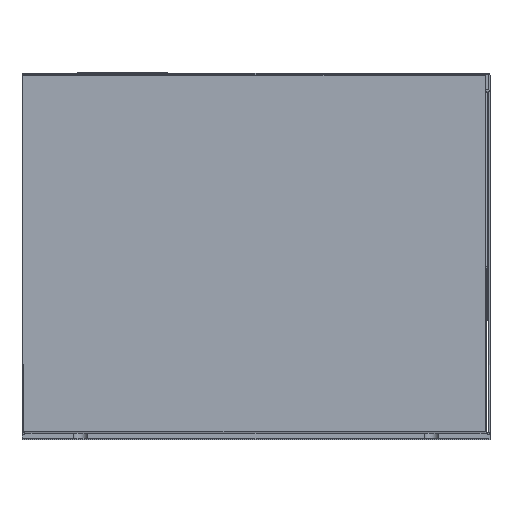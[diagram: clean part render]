
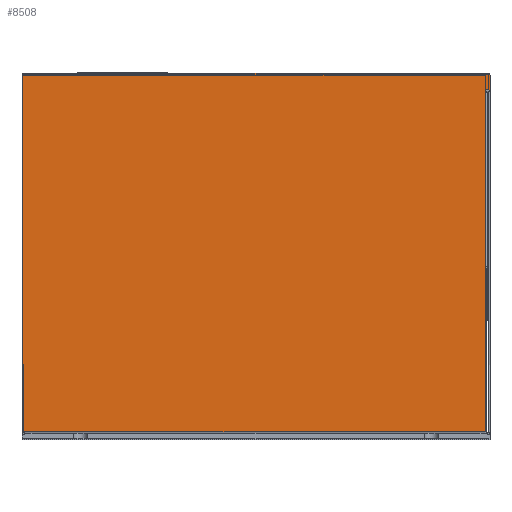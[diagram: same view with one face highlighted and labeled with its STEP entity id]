
A CAD part, top view. The second image highlights one B-rep face of the part: STEP entity #8508.
In plain terms, the highlighted planar face has unit normal (0, 0, 1).
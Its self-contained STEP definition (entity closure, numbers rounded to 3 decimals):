
#167 = CIRCLE ( 'NONE', #13644, 1.7 ) ;
#338 = ORIENTED_EDGE ( 'NONE', *, *, #501, .T. ) ;
#494 = VERTEX_POINT ( 'NONE', #5578 ) ;
#501 = EDGE_CURVE ( 'NONE', #8440, #3215, #11088, .T. ) ;
#782 = DIRECTION ( 'NONE',  ( 0., 1., 0. ) ) ;
#1163 = CARTESIAN_POINT ( 'NONE',  ( -198.3, 307.5, 330. ) ) ;
#1485 = VERTEX_POINT ( 'NONE', #2562 ) ;
#1526 = LINE ( 'NONE', #17130, #3081 ) ;
#1945 = ORIENTED_EDGE ( 'NONE', *, *, #3910, .F. ) ;
#2063 = CARTESIAN_POINT ( 'NONE',  ( 198.3, 305.8, 330. ) ) ;
#2143 = CARTESIAN_POINT ( 'NONE',  ( -198.3, 307.5, 330. ) ) ;
#2161 = VECTOR ( 'NONE', #11167, 1000. ) ;
#2233 = DIRECTION ( 'NONE',  ( -1., 0., 0. ) ) ;
#2324 = DIRECTION ( 'NONE',  ( 0., 1., 0. ) ) ;
#2562 = CARTESIAN_POINT ( 'NONE',  ( 200., 305.8, 330. ) ) ;
#2830 = EDGE_CURVE ( 'NONE', #3179, #1485, #167, .T. ) ;
#2866 = EDGE_CURVE ( 'NONE', #8630, #494, #10311, .T. ) ;
#3081 = VECTOR ( 'NONE', #10130, 1000. ) ;
#3179 = VERTEX_POINT ( 'NONE', #16335 ) ;
#3215 = VERTEX_POINT ( 'NONE', #11835 ) ;
#3910 = EDGE_CURVE ( 'NONE', #8440, #7758, #1526, .T. ) ;
#4155 = LINE ( 'NONE', #9744, #7813 ) ;
#4486 = FACE_OUTER_BOUND ( 'NONE', #14374, .T. ) ;
#4506 = DIRECTION ( 'NONE',  ( 0., 0., -1. ) ) ;
#4731 = CARTESIAN_POINT ( 'NONE',  ( 200., 293.5, 330. ) ) ;
#4884 = CARTESIAN_POINT ( 'NONE',  ( -198.5, 58.5, 330. ) ) ;
#4972 = DIRECTION ( 'NONE',  ( 0., -1., 0. ) ) ;
#5578 = CARTESIAN_POINT ( 'NONE',  ( -200., 58.5, 330. ) ) ;
#5667 = VECTOR ( 'NONE', #2233, 1000. ) ;
#5766 = CARTESIAN_POINT ( 'NONE',  ( 200., 58.5, 330. ) ) ;
#5853 = PLANE ( 'NONE',  #9990 ) ;
#6000 = CARTESIAN_POINT ( 'NONE',  ( -200., 291.9, 330. ) ) ;
#6218 = CARTESIAN_POINT ( 'NONE',  ( 200., 293.5, 330. ) ) ;
#6264 = CARTESIAN_POINT ( 'NONE',  ( -198.5, 58.5, 330. ) ) ;
#6539 = EDGE_CURVE ( 'NONE', #1485, #13808, #17467, .T. ) ;
#6567 = VERTEX_POINT ( 'NONE', #4884 ) ;
#6728 = VECTOR ( 'NONE', #15129, 1000. ) ;
#6994 = EDGE_CURVE ( 'NONE', #7840, #3179, #14013, .T. ) ;
#7546 = CARTESIAN_POINT ( 'NONE',  ( -198.5, 1., 330. ) ) ;
#7563 = AXIS2_PLACEMENT_3D ( 'NONE', #8715, #4506, #15889 ) ;
#7758 = VERTEX_POINT ( 'NONE', #7546 ) ;
#7813 = VECTOR ( 'NONE', #2324, 1000. ) ;
#7840 = VERTEX_POINT ( 'NONE', #2143 ) ;
#8429 = DIRECTION ( 'NONE',  ( 0., 0., -1. ) ) ;
#8440 = VERTEX_POINT ( 'NONE', #10727 ) ;
#8508 = ADVANCED_FACE ( 'NONE', ( #4486 ), #5853, .F. ) ;
#8630 = VERTEX_POINT ( 'NONE', #13540 ) ;
#8715 = CARTESIAN_POINT ( 'NONE',  ( -198.3, 305.8, 330. ) ) ;
#9023 = EDGE_CURVE ( 'NONE', #6567, #494, #16094, .T. ) ;
#9158 = DIRECTION ( 'NONE',  ( -1., 0., 0. ) ) ;
#9309 = ORIENTED_EDGE ( 'NONE', *, *, #2866, .T. ) ;
#9744 = CARTESIAN_POINT ( 'NONE',  ( -198.5, -1.5, 330. ) ) ;
#9776 = ORIENTED_EDGE ( 'NONE', *, *, #9023, .F. ) ;
#9990 = AXIS2_PLACEMENT_3D ( 'NONE', #5766, #8429, #16975 ) ;
#10130 = DIRECTION ( 'NONE',  ( -1., 0., 0. ) ) ;
#10311 = LINE ( 'NONE', #6000, #16868 ) ;
#10587 = DIRECTION ( 'NONE',  ( 0., 0., -1. ) ) ;
#10727 = CARTESIAN_POINT ( 'NONE',  ( 196., 1., 330. ) ) ;
#10897 = CARTESIAN_POINT ( 'NONE',  ( 196., 305.8, 330. ) ) ;
#11088 = LINE ( 'NONE', #10897, #6728 ) ;
#11107 = ORIENTED_EDGE ( 'NONE', *, *, #6539, .F. ) ;
#11119 = ORIENTED_EDGE ( 'NONE', *, *, #17539, .F. ) ;
#11167 = DIRECTION ( 'NONE',  ( 1., 0., 0. ) ) ;
#11524 = ORIENTED_EDGE ( 'NONE', *, *, #12307, .F. ) ;
#11835 = CARTESIAN_POINT ( 'NONE',  ( 196., 293.5, 330. ) ) ;
#12115 = ORIENTED_EDGE ( 'NONE', *, *, #6994, .F. ) ;
#12307 = EDGE_CURVE ( 'NONE', #8630, #7840, #13423, .T. ) ;
#12850 = VECTOR ( 'NONE', #9158, 1000. ) ;
#13328 = EDGE_CURVE ( 'NONE', #13808, #3215, #14852, .T. ) ;
#13423 = CIRCLE ( 'NONE', #7563, 1.7 ) ;
#13540 = CARTESIAN_POINT ( 'NONE',  ( -200., 305.8, 330. ) ) ;
#13644 = AXIS2_PLACEMENT_3D ( 'NONE', #2063, #10587, #782 ) ;
#13808 = VERTEX_POINT ( 'NONE', #4731 ) ;
#14013 = LINE ( 'NONE', #1163, #2161 ) ;
#14374 = EDGE_LOOP ( 'NONE', ( #338, #14513, #11107, #16524, #12115, #11524, #9309, #9776, #11119, #1945 ) ) ;
#14513 = ORIENTED_EDGE ( 'NONE', *, *, #13328, .F. ) ;
#14852 = LINE ( 'NONE', #6218, #12850 ) ;
#15073 = VECTOR ( 'NONE', #4972, 1000. ) ;
#15129 = DIRECTION ( 'NONE',  ( 0., 1., 0. ) ) ;
#15889 = DIRECTION ( 'NONE',  ( -1., 0., 0. ) ) ;
#16094 = LINE ( 'NONE', #6264, #5667 ) ;
#16335 = CARTESIAN_POINT ( 'NONE',  ( 198.3, 307.5, 330. ) ) ;
#16524 = ORIENTED_EDGE ( 'NONE', *, *, #2830, .F. ) ;
#16868 = VECTOR ( 'NONE', #17393, 1000. ) ;
#16975 = DIRECTION ( 'NONE',  ( 0., -1., 0. ) ) ;
#17130 = CARTESIAN_POINT ( 'NONE',  ( 196., 1., 330. ) ) ;
#17376 = CARTESIAN_POINT ( 'NONE',  ( 200., 305.8, 330. ) ) ;
#17393 = DIRECTION ( 'NONE',  ( 0., -1., 0. ) ) ;
#17467 = LINE ( 'NONE', #17376, #15073 ) ;
#17539 = EDGE_CURVE ( 'NONE', #7758, #6567, #4155, .T. ) ;
